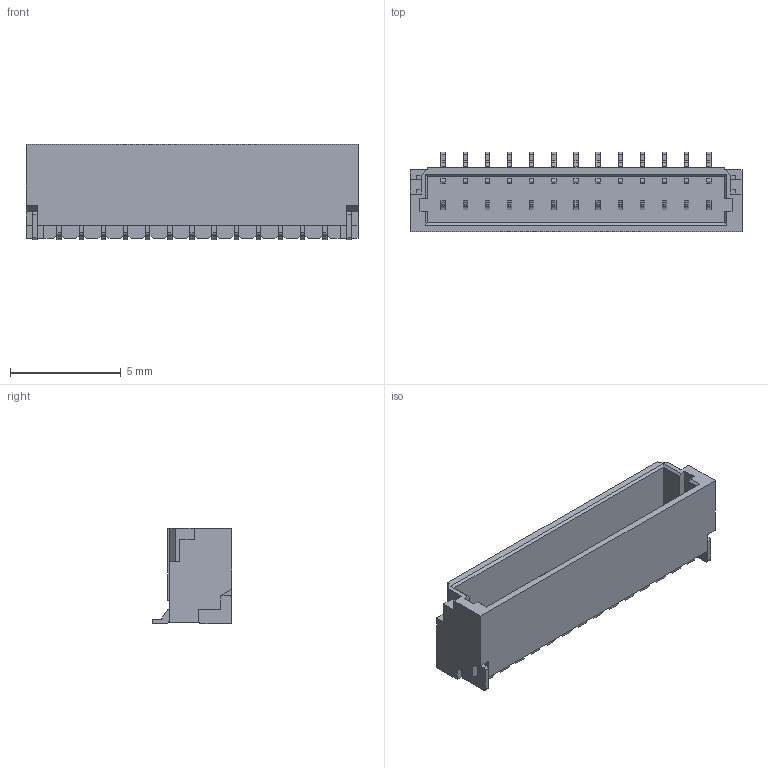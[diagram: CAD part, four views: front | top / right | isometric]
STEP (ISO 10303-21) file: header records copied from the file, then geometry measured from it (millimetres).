
FILE_DESCRIPTION(('STEP AP214'), '1');
FILE_NAME('BMxB-SRSS-TB', '', ('UNSPECIFIED'), ('UNSPECIFIED'), 'ASCON STEP Converter 1.6', 'ASCON Math Kernel', '');
FILE_SCHEMA(('AUTOMOTIVE_DESIGN { 1 0 10303 214 3 1 1}'));
Length unit declared in the file: millimetre
Bounding box: 15 x 3.6 x 4.3 mm (x, y, z)
Volume: 90.6 mm3; surface area: 480.3 mm2
Topology: 16 solids, 16 shells, 602 faces, 1779 edges, 1184 vertices
Faces by surface type: plane 505, cylinder 97
Entity records: 24899 total; most frequent: CARTESIAN_POINT 3566, ORIENTED_EDGE 3558, DIRECTION 3179, EDGE_CURVE 1779, LINE 1585, VECTOR 1585, VERTEX_POINT 1184, AXIS2_PLACEMENT_3D 797
